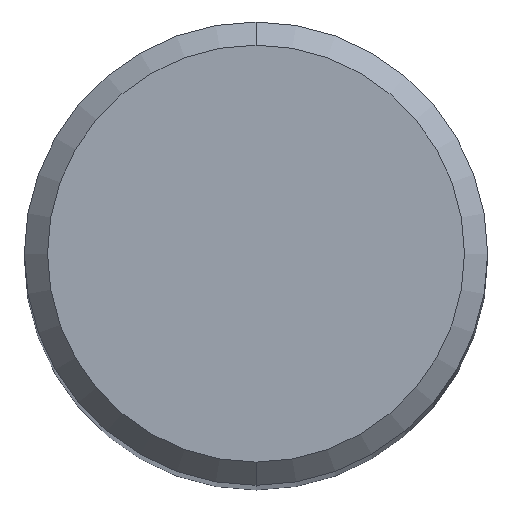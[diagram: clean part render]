
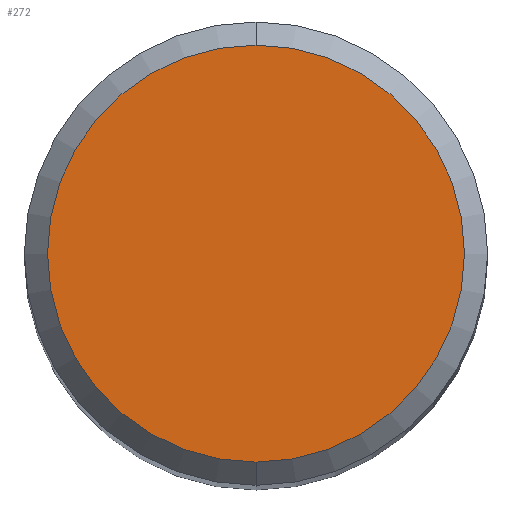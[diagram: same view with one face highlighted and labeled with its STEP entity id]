
A CAD part, top view. The second image highlights one B-rep face of the part: STEP entity #272.
In plain terms, the highlighted planar face has unit normal (0, 0, 1).
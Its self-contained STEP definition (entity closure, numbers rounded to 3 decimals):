
#250=EDGE_CURVE('',#396,#312,#556,.T.);
#272=ADVANCED_FACE('',(#579),#580,.T.);
#312=VERTEX_POINT('',#628);
#396=VERTEX_POINT('',#720);
#444=EDGE_CURVE('',#312,#396,#774,.T.);
#556=CIRCLE('',#955,4.5);
#579=FACE_OUTER_BOUND('',#998,.T.);
#580=PLANE('',#999);
#628=CARTESIAN_POINT('',(0.,-4.5,0.0));
#720=CARTESIAN_POINT('',(0.0,4.5,0.0));
#774=CIRCLE('',#1437,4.5);
#955=AXIS2_PLACEMENT_3D('',#1519,#1520,#1521);
#998=EDGE_LOOP('',(#1538,#1539));
#999=AXIS2_PLACEMENT_3D('',#1540,#1541,#1542);
#1437=AXIS2_PLACEMENT_3D('',#1791,#1792,#1793);
#1519=CARTESIAN_POINT('',(0.0,0.0,0.0));
#1520=DIRECTION('',(0.0,0.0,-1.0));
#1521=DIRECTION('',(0.0,1.0,0.0));
#1538=ORIENTED_EDGE('',*,*,#250,.F.);
#1539=ORIENTED_EDGE('',*,*,#444,.F.);
#1540=CARTESIAN_POINT('',(0.0,2.25,0.0));
#1541=DIRECTION('',(-0.0,0.0,1.0));
#1542=DIRECTION('',(0.0,-1.0,0.0));
#1791=CARTESIAN_POINT('',(0.0,0.0,0.0));
#1792=DIRECTION('',(0.0,0.0,-1.0));
#1793=DIRECTION('',(0.0,1.0,0.0));
